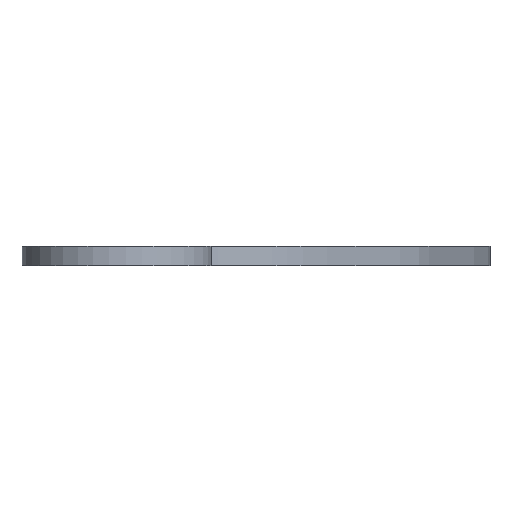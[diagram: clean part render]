
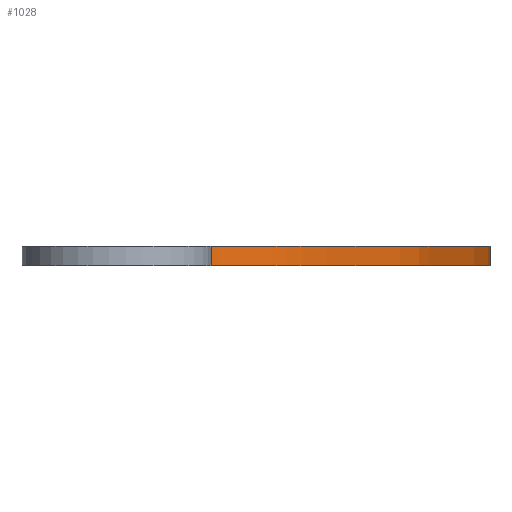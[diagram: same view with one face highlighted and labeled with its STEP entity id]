
A CAD part, left-side view. The second image highlights one B-rep face of the part: STEP entity #1028.
In plain terms, the highlighted free-form (B-spline) face has degree [3, 1] with [17, 2] control points.
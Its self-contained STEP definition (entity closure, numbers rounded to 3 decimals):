
#101=B_SPLINE_SURFACE_WITH_KNOTS('',3,1,((#2150,#2151),(#2152,#2153),(#2154,
#2155),(#2156,#2157),(#2158,#2159),(#2160,#2161),(#2162,#2163),(#2164,#2165),
(#2166,#2167),(#2168,#2169),(#2170,#2171),(#2172,#2173),(#2174,#2175),(#2176,
#2177),(#2178,#2179),(#2180,#2181),(#2182,#2183)),.UNSPECIFIED.,.F.,.F.,
 .F.,(4,1,1,1,1,1,1,1,1,1,1,1,1,1,4),(2,2),(0.,0.098,0.199,
0.3,0.402,0.837,1.272,1.707,
2.143,2.578,3.013,3.883,4.707,
5.119,5.489),(0.,0.63),.UNSPECIFIED.);
#150=FACE_OUTER_BOUND('',#210,.T.);
#210=EDGE_LOOP('',(#887,#888,#889,#890));
#273=LINE('',#2149,#329);
#274=LINE('',#2202,#330);
#329=VECTOR('',#1245,10.);
#330=VECTOR('',#1246,10.);
#359=B_SPLINE_CURVE_WITH_KNOTS('',3,(#1472,#1473,#1474,#1475,#1476,#1477,
#1478,#1479,#1480,#1481,#1482,#1483,#1484,#1485,#1486,#1487,#1488),
 .UNSPECIFIED.,.F.,.F.,(4,1,1,1,1,1,1,1,1,1,1,1,1,1,4),(0.,0.098,
0.199,0.3,0.402,0.837,
1.272,1.707,2.143,2.578,3.013,
3.883,4.707,5.119,5.489),
 .UNSPECIFIED.);
#401=B_SPLINE_CURVE_WITH_KNOTS('',3,(#2185,#2186,#2187,#2188,#2189,#2190,
#2191,#2192,#2193,#2194,#2195,#2196,#2197,#2198,#2199,#2200,#2201),
 .UNSPECIFIED.,.F.,.F.,(4,1,1,1,1,1,1,1,1,1,1,1,1,1,4),(0.,0.098,
0.199,0.3,0.402,0.837,
1.272,1.707,2.143,2.578,3.013,
3.883,4.707,5.119,5.489),
 .UNSPECIFIED.);
#435=VERTEX_POINT('',#1469);
#436=VERTEX_POINT('',#1471);
#501=VERTEX_POINT('',#2147);
#502=VERTEX_POINT('',#2184);
#543=EDGE_CURVE('',#435,#436,#359,.T.);
#647=EDGE_CURVE('',#501,#436,#273,.T.);
#648=EDGE_CURVE('',#502,#501,#401,.T.);
#649=EDGE_CURVE('',#502,#435,#274,.T.);
#887=ORIENTED_EDGE('',*,*,#648,.T.);
#888=ORIENTED_EDGE('',*,*,#647,.T.);
#889=ORIENTED_EDGE('',*,*,#543,.F.);
#890=ORIENTED_EDGE('',*,*,#649,.F.);
#1028=ADVANCED_FACE('',(#150),#101,.T.);
#1245=DIRECTION('',(0.,0.,1.));
#1246=DIRECTION('',(0.,0.,1.));
#1469=CARTESIAN_POINT('',(51.146,97.24,6.3));
#1471=CARTESIAN_POINT('',(313.038,23.172,6.3));
#1472=CARTESIAN_POINT('Ctrl Pts',(51.146,97.24,6.3));
#1473=CARTESIAN_POINT('Ctrl Pts',(52.809,98.043,6.3));
#1474=CARTESIAN_POINT('Ctrl Pts',(55.848,100.128,6.3));
#1475=CARTESIAN_POINT('Ctrl Pts',(61.937,99.768,6.3));
#1476=CARTESIAN_POINT('Ctrl Pts',(65.013,94.578,6.3));
#1477=CARTESIAN_POINT('Ctrl Pts',(72.526,85.866,6.3));
#1478=CARTESIAN_POINT('Ctrl Pts',(79.533,68.634,6.3));
#1479=CARTESIAN_POINT('Ctrl Pts',(96.425,51.622,6.3));
#1480=CARTESIAN_POINT('Ctrl Pts',(115.792,37.297,6.3));
#1481=CARTESIAN_POINT('Ctrl Pts',(133.867,21.136,6.3));
#1482=CARTESIAN_POINT('Ctrl Pts',(157.863,15.493,6.3));
#1483=CARTESIAN_POINT('Ctrl Pts',(187.217,3.371,6.3));
#1484=CARTESIAN_POINT('Ctrl Pts',(227.178,-3.244,6.3));
#1485=CARTESIAN_POINT('Ctrl Pts',(264.059,10.018,6.3));
#1486=CARTESIAN_POINT('Ctrl Pts',(291.959,18.841,6.3));
#1487=CARTESIAN_POINT('Ctrl Pts',(307.092,20.443,6.3));
#1488=CARTESIAN_POINT('Ctrl Pts',(313.038,23.172,6.3));
#2147=CARTESIAN_POINT('',(313.038,23.172,0.));
#2149=CARTESIAN_POINT('',(313.038,23.172,0.));
#2150=CARTESIAN_POINT('Ctrl Pts',(51.146,97.24,0.));
#2151=CARTESIAN_POINT('Ctrl Pts',(51.146,97.24,6.3));
#2152=CARTESIAN_POINT('Ctrl Pts',(52.809,98.043,0.));
#2153=CARTESIAN_POINT('Ctrl Pts',(52.809,98.043,6.3));
#2154=CARTESIAN_POINT('Ctrl Pts',(55.848,100.128,0.));
#2155=CARTESIAN_POINT('Ctrl Pts',(55.848,100.128,6.3));
#2156=CARTESIAN_POINT('Ctrl Pts',(61.937,99.768,0.));
#2157=CARTESIAN_POINT('Ctrl Pts',(61.937,99.768,6.3));
#2158=CARTESIAN_POINT('Ctrl Pts',(65.013,94.578,0.));
#2159=CARTESIAN_POINT('Ctrl Pts',(65.013,94.578,6.3));
#2160=CARTESIAN_POINT('Ctrl Pts',(72.526,85.866,0.));
#2161=CARTESIAN_POINT('Ctrl Pts',(72.526,85.866,6.3));
#2162=CARTESIAN_POINT('Ctrl Pts',(79.533,68.634,0.));
#2163=CARTESIAN_POINT('Ctrl Pts',(79.533,68.634,6.3));
#2164=CARTESIAN_POINT('Ctrl Pts',(96.425,51.622,0.));
#2165=CARTESIAN_POINT('Ctrl Pts',(96.425,51.622,6.3));
#2166=CARTESIAN_POINT('Ctrl Pts',(115.792,37.297,0.));
#2167=CARTESIAN_POINT('Ctrl Pts',(115.792,37.297,6.3));
#2168=CARTESIAN_POINT('Ctrl Pts',(133.867,21.136,0.));
#2169=CARTESIAN_POINT('Ctrl Pts',(133.867,21.136,6.3));
#2170=CARTESIAN_POINT('Ctrl Pts',(157.863,15.493,0.));
#2171=CARTESIAN_POINT('Ctrl Pts',(157.863,15.493,6.3));
#2172=CARTESIAN_POINT('Ctrl Pts',(187.217,3.371,0.));
#2173=CARTESIAN_POINT('Ctrl Pts',(187.217,3.371,6.3));
#2174=CARTESIAN_POINT('Ctrl Pts',(227.178,-3.244,0.));
#2175=CARTESIAN_POINT('Ctrl Pts',(227.178,-3.244,6.3));
#2176=CARTESIAN_POINT('Ctrl Pts',(264.059,10.018,0.));
#2177=CARTESIAN_POINT('Ctrl Pts',(264.059,10.018,6.3));
#2178=CARTESIAN_POINT('Ctrl Pts',(291.959,18.841,0.));
#2179=CARTESIAN_POINT('Ctrl Pts',(291.959,18.841,6.3));
#2180=CARTESIAN_POINT('Ctrl Pts',(307.092,20.443,0.));
#2181=CARTESIAN_POINT('Ctrl Pts',(307.092,20.443,6.3));
#2182=CARTESIAN_POINT('Ctrl Pts',(313.038,23.172,0.));
#2183=CARTESIAN_POINT('Ctrl Pts',(313.038,23.172,6.3));
#2184=CARTESIAN_POINT('',(51.146,97.24,0.));
#2185=CARTESIAN_POINT('Ctrl Pts',(51.146,97.24,0.));
#2186=CARTESIAN_POINT('Ctrl Pts',(52.809,98.043,0.));
#2187=CARTESIAN_POINT('Ctrl Pts',(55.848,100.128,0.));
#2188=CARTESIAN_POINT('Ctrl Pts',(61.937,99.768,0.));
#2189=CARTESIAN_POINT('Ctrl Pts',(65.013,94.578,0.));
#2190=CARTESIAN_POINT('Ctrl Pts',(72.526,85.866,0.));
#2191=CARTESIAN_POINT('Ctrl Pts',(79.533,68.634,0.));
#2192=CARTESIAN_POINT('Ctrl Pts',(96.425,51.622,0.));
#2193=CARTESIAN_POINT('Ctrl Pts',(115.792,37.297,0.));
#2194=CARTESIAN_POINT('Ctrl Pts',(133.867,21.136,0.));
#2195=CARTESIAN_POINT('Ctrl Pts',(157.863,15.493,0.));
#2196=CARTESIAN_POINT('Ctrl Pts',(187.217,3.371,0.));
#2197=CARTESIAN_POINT('Ctrl Pts',(227.178,-3.244,0.));
#2198=CARTESIAN_POINT('Ctrl Pts',(264.059,10.018,0.));
#2199=CARTESIAN_POINT('Ctrl Pts',(291.959,18.841,0.));
#2200=CARTESIAN_POINT('Ctrl Pts',(307.092,20.443,0.));
#2201=CARTESIAN_POINT('Ctrl Pts',(313.038,23.172,0.));
#2202=CARTESIAN_POINT('',(51.146,97.24,0.));
